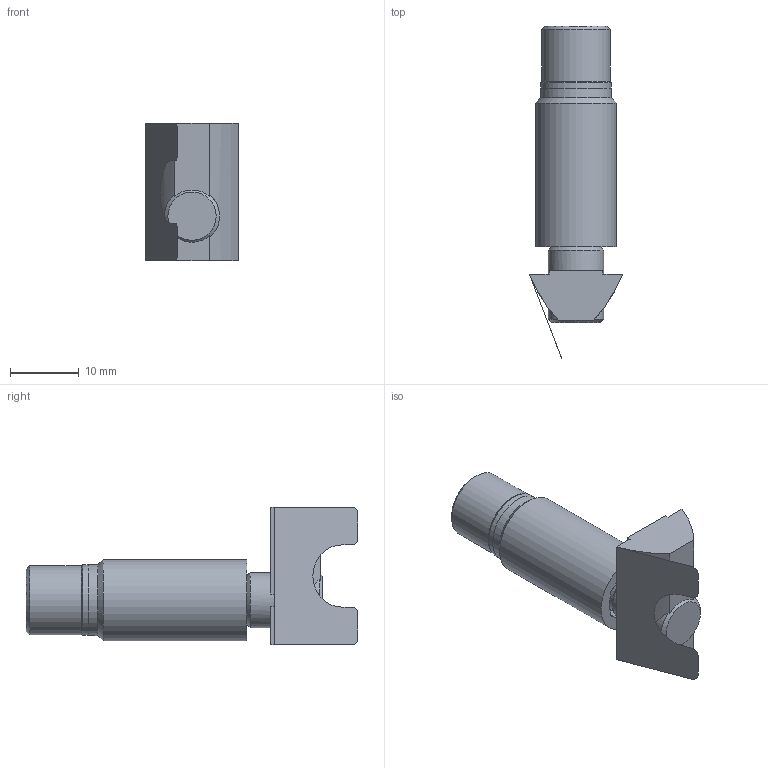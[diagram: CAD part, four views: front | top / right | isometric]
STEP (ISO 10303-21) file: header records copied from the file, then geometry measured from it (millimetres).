
FILE_DESCRIPTION(/* description */ ('Łącznik automatyczny M8x35 40-8'),/* implementation_level */ '2;1');
FILE_NAME(/* name */ '340840.stp',/* time_stamp */ '2022-08-03T11:06:23+02:00',/* author */ ('aluteckkpl_am'),/* organization */ (''),/* preprocessor_version */ 'ST-DEVELOPER v18.1',/* originating_system */ 'Autodesk Inventor 2021',/* authorisation */ '');
FILE_SCHEMA (('CONFIG_CONTROL_DESIGN'));
Length unit declared in the file: millimetre
Products named in the file (1): 340840
Bounding box: 13.5 x 48.14 x 20 mm (x, y, z)
Volume: 4218.5 mm3; surface area: 3636.4 mm2
Topology: 1 solids, 2 shells, 66 faces, 188 edges, 128 vertices
Faces by surface type: plane 36, cylinder 22, cone 8
Full cylindrical faces by diameter (mm): 7 x1, 8 x1, 8.3 x1, 10 x1, 10.2 x1, 11.75 x1
Entity records: 2356 total; most frequent: CARTESIAN_POINT 437, DIRECTION 403, ORIENTED_EDGE 362, EDGE_CURVE 187, AXIS2_PLACEMENT_3D 155, VERTEX_POINT 128, LINE 93, VECTOR 93
